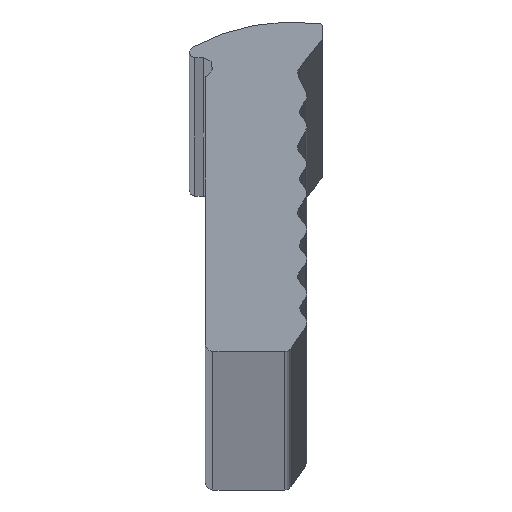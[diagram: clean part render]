
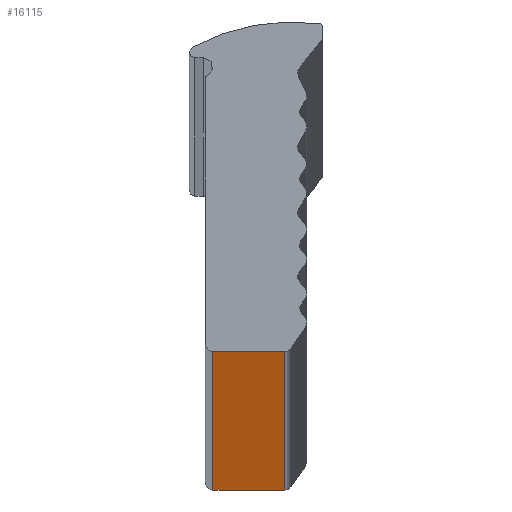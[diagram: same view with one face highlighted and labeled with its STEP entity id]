
A CAD part, top view. The second image highlights one B-rep face of the part: STEP entity #16115.
In plain terms, the highlighted planar face has unit normal (0, -1, 0).
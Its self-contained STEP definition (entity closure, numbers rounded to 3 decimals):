
#431 = EDGE_CURVE ( 'NONE', #3554, #18402, #6660, .T. ) ;
#855 = VECTOR ( 'NONE', #3393, 1000. ) ;
#1960 = ORIENTED_EDGE ( 'NONE', *, *, #431, .F. ) ;
#2376 = CARTESIAN_POINT ( 'NONE',  ( -2.71, 0., 3000. ) ) ;
#2973 = EDGE_CURVE ( 'NONE', #10538, #5710, #15924, .T. ) ;
#3393 = DIRECTION ( 'NONE',  ( 1., 0., 0. ) ) ;
#3554 = VERTEX_POINT ( 'NONE', #13958 ) ;
#4077 = CARTESIAN_POINT ( 'NONE',  ( -2.71, 0., -3000. ) ) ;
#4352 = FACE_OUTER_BOUND ( 'NONE', #6035, .T. ) ;
#4772 = EDGE_CURVE ( 'NONE', #5710, #18402, #16882, .T. ) ;
#5138 = ORIENTED_EDGE ( 'NONE', *, *, #15178, .F. ) ;
#5331 = VECTOR ( 'NONE', #15082, 1000. ) ;
#5710 = VERTEX_POINT ( 'NONE', #4077 ) ;
#6035 = EDGE_LOOP ( 'NONE', ( #18586, #1960, #5138, #15699 ) ) ;
#6149 = PLANE ( 'NONE',  #15361 ) ;
#6660 = LINE ( 'NONE', #14283, #14570 ) ;
#8871 = CARTESIAN_POINT ( 'NONE',  ( 2.71, 0., -3000. ) ) ;
#10538 = VERTEX_POINT ( 'NONE', #18009 ) ;
#10836 = DIRECTION ( 'NONE',  ( 0., 1., 0. ) ) ;
#11070 = CARTESIAN_POINT ( 'NONE',  ( -2.71, 0., 3000. ) ) ;
#13958 = CARTESIAN_POINT ( 'NONE',  ( 2.71, 0., 3000. ) ) ;
#14283 = CARTESIAN_POINT ( 'NONE',  ( 2.71, 0., 3000. ) ) ;
#14418 = VECTOR ( 'NONE', #16257, 1000. ) ;
#14570 = VECTOR ( 'NONE', #20429, 1000. ) ;
#15082 = DIRECTION ( 'NONE',  ( 0., 0., -1. ) ) ;
#15178 = EDGE_CURVE ( 'NONE', #10538, #3554, #19887, .T. ) ;
#15321 = CARTESIAN_POINT ( 'NONE',  ( -2.71, 0., 3000. ) ) ;
#15361 = AXIS2_PLACEMENT_3D ( 'NONE', #15321, #10836, #17154 ) ;
#15699 = ORIENTED_EDGE ( 'NONE', *, *, #2973, .T. ) ;
#15924 = LINE ( 'NONE', #2376, #5331 ) ;
#16115 = ADVANCED_FACE ( 'NONE', ( #4352 ), #6149, .F. ) ;
#16257 = DIRECTION ( 'NONE',  ( 1., 0., 0. ) ) ;
#16882 = LINE ( 'NONE', #19658, #14418 ) ;
#17154 = DIRECTION ( 'NONE',  ( 0., 0., 1. ) ) ;
#18009 = CARTESIAN_POINT ( 'NONE',  ( -2.71, 0., 3000. ) ) ;
#18402 = VERTEX_POINT ( 'NONE', #8871 ) ;
#18586 = ORIENTED_EDGE ( 'NONE', *, *, #4772, .T. ) ;
#19658 = CARTESIAN_POINT ( 'NONE',  ( -2.71, 0., -3000. ) ) ;
#19887 = LINE ( 'NONE', #11070, #855 ) ;
#20429 = DIRECTION ( 'NONE',  ( 0., 0., -1. ) ) ;
